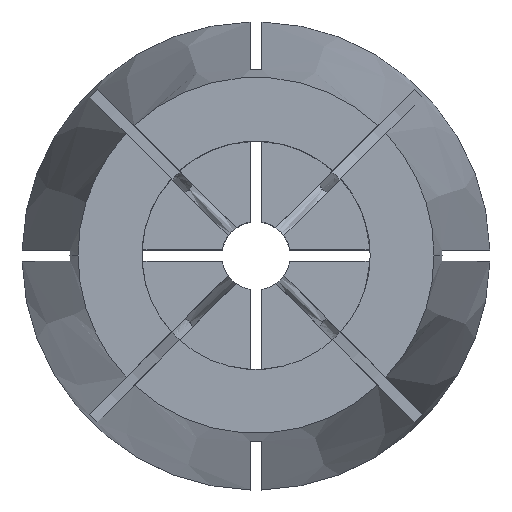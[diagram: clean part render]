
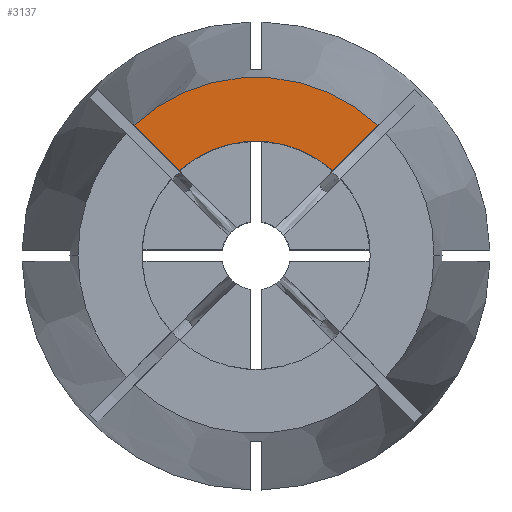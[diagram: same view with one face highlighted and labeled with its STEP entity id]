
A CAD part, top view. The second image highlights one B-rep face of the part: STEP entity #3137.
In plain terms, the highlighted planar face has unit normal (0, 0, 1).
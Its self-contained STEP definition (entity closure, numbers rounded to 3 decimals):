
#46 = EDGE_CURVE ( 'NONE', #1786, #2929, #2199, .T. ) ;
#157 = CARTESIAN_POINT ( 'NONE',  ( -0.354, 0.354, 0. ) ) ;
#253 = DIRECTION ( 'NONE',  ( 0.707, -0.707, 0. ) ) ;
#448 = DIRECTION ( 'NONE',  ( 0., 0., 1. ) ) ;
#453 = VECTOR ( 'NONE', #253, 1000. ) ;
#457 = CIRCLE ( 'NONE', #1278, 15.595 ) ;
#468 = VERTEX_POINT ( 'NONE', #1276 ) ;
#507 = DIRECTION ( 'NONE',  ( 0.707, 0.707, 0. ) ) ;
#614 = CARTESIAN_POINT ( 'NONE',  ( 0., 0., 0. ) ) ;
#705 = CARTESIAN_POINT ( 'NONE',  ( 0., 0., 0. ) ) ;
#935 = VECTOR ( 'NONE', #507, 1000. ) ;
#985 = CARTESIAN_POINT ( 'NONE',  ( 6.709, 7.416, 0. ) ) ;
#1002 = EDGE_CURVE ( 'NONE', #1786, #1371, #1397, .T. ) ;
#1057 = CARTESIAN_POINT ( 'NONE',  ( 0.354, 0.354, 0. ) ) ;
#1076 = FACE_OUTER_BOUND ( 'NONE', #2172, .T. ) ;
#1241 = DIRECTION ( 'NONE',  ( 1., 0., 0. ) ) ;
#1276 = CARTESIAN_POINT ( 'NONE',  ( -10.668, 11.376, 0. ) ) ;
#1278 = AXIS2_PLACEMENT_3D ( 'NONE', #614, #448, #1241 ) ;
#1371 = VERTEX_POINT ( 'NONE', #1993 ) ;
#1397 = CIRCLE ( 'NONE', #3131, 10. ) ;
#1476 = ORIENTED_EDGE ( 'NONE', *, *, #2770, .T. ) ;
#1555 = ORIENTED_EDGE ( 'NONE', *, *, #2236, .T. ) ;
#1625 = ORIENTED_EDGE ( 'NONE', *, *, #46, .T. ) ;
#1645 = DIRECTION ( 'NONE',  ( 0., 0., 1. ) ) ;
#1786 = VERTEX_POINT ( 'NONE', #985 ) ;
#1993 = CARTESIAN_POINT ( 'NONE',  ( -6.709, 7.416, 0. ) ) ;
#2047 = DIRECTION ( 'NONE',  ( 0., 0., -1. ) ) ;
#2172 = EDGE_LOOP ( 'NONE', ( #2781, #1625, #1555, #1476 ) ) ;
#2196 = DIRECTION ( 'NONE',  ( 1., 0., 0. ) ) ;
#2199 = LINE ( 'NONE', #157, #935 ) ;
#2212 = DIRECTION ( 'NONE',  ( -1., 0., 0. ) ) ;
#2236 = EDGE_CURVE ( 'NONE', #2929, #468, #457, .T. ) ;
#2461 = AXIS2_PLACEMENT_3D ( 'NONE', #705, #2047, #2212 ) ;
#2464 = CARTESIAN_POINT ( 'NONE',  ( 10.668, 11.376, 0. ) ) ;
#2673 = CARTESIAN_POINT ( 'NONE',  ( 0., 0., 0. ) ) ;
#2770 = EDGE_CURVE ( 'NONE', #468, #1371, #3201, .T. ) ;
#2781 = ORIENTED_EDGE ( 'NONE', *, *, #1002, .F. ) ;
#2929 = VERTEX_POINT ( 'NONE', #2464 ) ;
#3131 = AXIS2_PLACEMENT_3D ( 'NONE', #2673, #1645, #2196 ) ;
#3137 = ADVANCED_FACE ( 'NONE', ( #1076 ), #3247, .F. ) ;
#3201 = LINE ( 'NONE', #1057, #453 ) ;
#3247 = PLANE ( 'NONE',  #2461 ) ;
